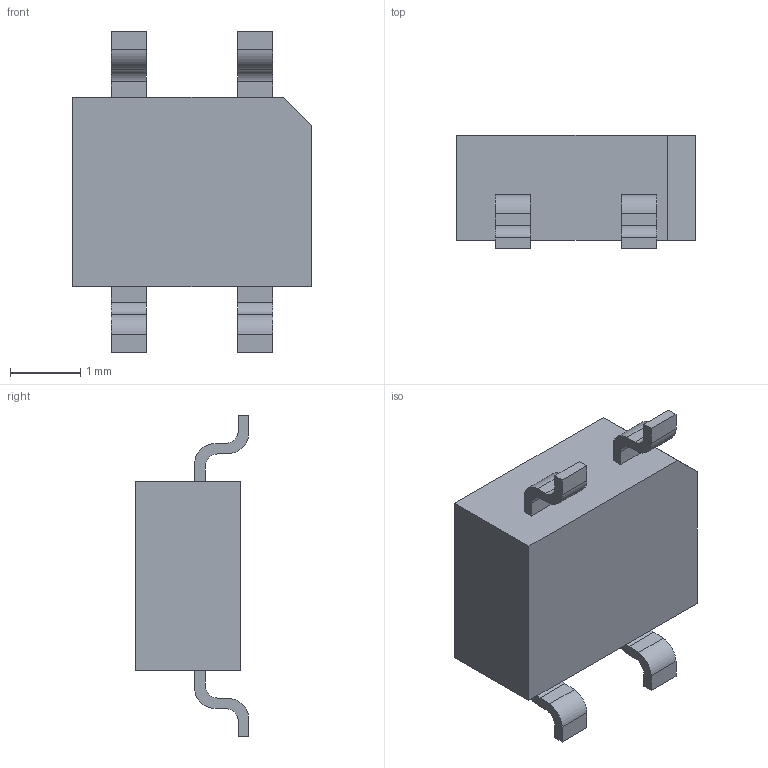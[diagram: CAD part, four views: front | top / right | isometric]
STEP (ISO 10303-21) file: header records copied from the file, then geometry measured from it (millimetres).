
FILE_DESCRIPTION (( 'STEP AP214' ), '1' );
FILE_NAME ('ITR-8307 TR8.STEP', '2023-10-14T07:18:42', ( '' ), ( '' ), 'SwSTEP 2.0', 'SolidWorks 2021', '' );
FILE_SCHEMA (( 'AUTOMOTIVE_DESIGN' ));
Length unit declared in the file: millimetre
Products named in the file (1): ITR-8307 TR8
Bounding box: 3.4 x 1.62 x 4.58 mm (x, y, z)
Volume: 13.3 mm3; surface area: 44.4 mm2
Topology: 1 solids, 1 shells, 69 faces, 183 edges, 122 vertices
Faces by surface type: plane 45, cylinder 24
Entity records: 2350 total; most frequent: CARTESIAN_POINT 399, ORIENTED_EDGE 366, DIRECTION 347, EDGE_CURVE 183, VECTOR 143, LINE 143, VERTEX_POINT 122, AXIS2_PLACEMENT_3D 102
